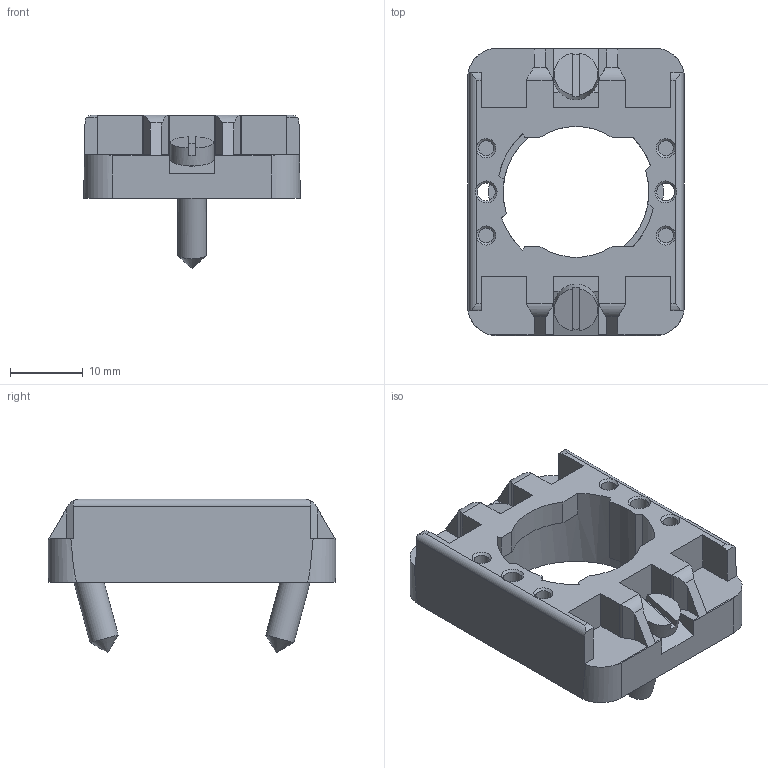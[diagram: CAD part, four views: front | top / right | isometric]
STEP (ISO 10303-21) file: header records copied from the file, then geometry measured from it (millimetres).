
FILE_DESCRIPTION(/* description */ ('STEP AP242','CAx-IF Rec.Pracs.---Representation and Presentation of Product Manufacturing Information (PMI)---4.0---2014-10-13','CAx-IF Rec.Pracs.---3D Tessellated Geometry---0.4---2014-09-14','2;1'),/* implementation_level */ '2;1');
FILE_NAME(/* name */ 'ECX 3029A',/* time_stamp */ '2025-09-19T15:58:54+02:00',/* author */ ('License CC BY-ND 4.0'),/* organization */ ('CADENAS'),/* preprocessor_version */ 'ST-DEVELOPER v19.3',/* originating_system */ 'PARTsolutions',/* authorisation */ ' ');
FILE_SCHEMA (('AP242_MANAGED_MODEL_BASED_3D_ENGINEERING_MIM_LF { 1 0 10303 442 1 1 4 }'));
Length unit declared in the file: millimetre
Products named in the file (1): ECX 3029A
Bounding box: 29.8 x 39.5 x 21.14 mm (x, y, z)
Volume: 5140.8 mm3; surface area: 6036.4 mm2
Topology: 1 solids, 1 shells, 215 faces, 630 edges, 417 vertices
Faces by surface type: plane 144, cylinder 63, cone 8
Full cylindrical faces by diameter (mm): 2.05 x4, 2.459 x2, 4 x2, 6 x2, 21.74 x1
Entity records: 7034 total; most frequent: CARTESIAN_POINT 1266, DIRECTION 1208, ORIENTED_EDGE 1198, EDGE_CURVE 599, VERTEX_POINT 407, AXIS2_PLACEMENT_3D 407, LINE 394, VECTOR 394
